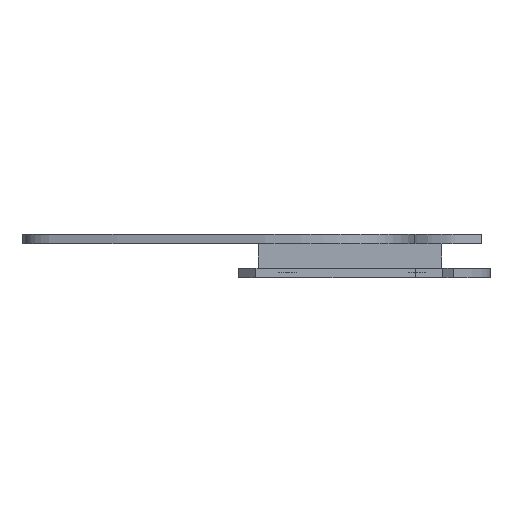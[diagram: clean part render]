
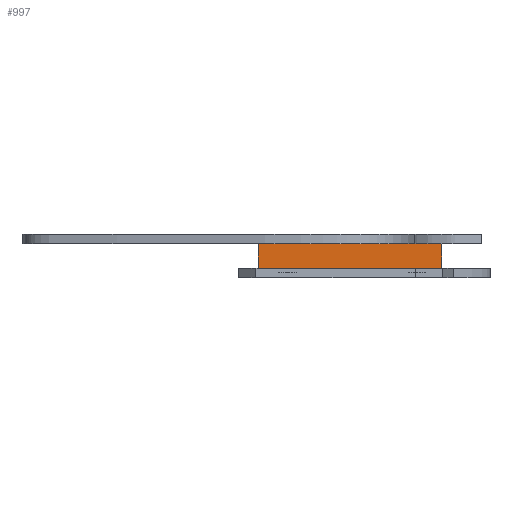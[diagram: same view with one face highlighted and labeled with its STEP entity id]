
A CAD part, left-side view. The second image highlights one B-rep face of the part: STEP entity #997.
In plain terms, the highlighted planar face has unit normal (-1, 0, 0).
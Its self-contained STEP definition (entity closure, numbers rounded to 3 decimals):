
#58=PLANE('',#1087);
#102=FACE_OUTER_BOUND('',#159,.T.);
#159=EDGE_LOOP('',(#866,#867,#868,#869,#870,#871));
#192=LINE('',#1380,#290);
#236=LINE('',#1757,#334);
#237=LINE('',#1759,#335);
#239=LINE('',#1763,#337);
#254=LINE('',#1983,#352);
#258=LINE('',#1989,#356);
#290=VECTOR('',#1126,10.);
#334=VECTOR('',#1252,10.);
#335=VECTOR('',#1255,10.);
#337=VECTOR('',#1259,10.);
#352=VECTOR('',#1290,10.);
#356=VECTOR('',#1296,10.);
#439=VERTEX_POINT('',#1377);
#440=VERTEX_POINT('',#1379);
#495=VERTEX_POINT('',#1753);
#496=VERTEX_POINT('',#1755);
#497=VERTEX_POINT('',#1762);
#509=VERTEX_POINT('',#1982);
#536=EDGE_CURVE('',#439,#440,#192,.T.);
#614=EDGE_CURVE('',#495,#496,#236,.T.);
#615=EDGE_CURVE('',#496,#440,#237,.T.);
#617=EDGE_CURVE('',#495,#497,#239,.T.);
#637=EDGE_CURVE('',#509,#497,#254,.T.);
#641=EDGE_CURVE('',#439,#509,#258,.T.);
#866=ORIENTED_EDGE('',*,*,#617,.F.);
#867=ORIENTED_EDGE('',*,*,#614,.T.);
#868=ORIENTED_EDGE('',*,*,#615,.T.);
#869=ORIENTED_EDGE('',*,*,#536,.F.);
#870=ORIENTED_EDGE('',*,*,#641,.T.);
#871=ORIENTED_EDGE('',*,*,#637,.T.);
#997=ADVANCED_FACE('',(#102),#58,.F.);
#1087=AXIS2_PLACEMENT_3D('',#1991,#1298,#1299);
#1126=DIRECTION('',(0.,1.,0.));
#1252=DIRECTION('',(0.,1.,0.));
#1255=DIRECTION('',(0.,0.,-1.));
#1259=DIRECTION('',(0.,-1.,0.));
#1290=DIRECTION('',(0.,0.,1.));
#1296=DIRECTION('',(0.,-1.,0.));
#1298=DIRECTION('center_axis',(1.,0.,0.));
#1299=DIRECTION('ref_axis',(0.,1.,0.));
#1377=CARTESIAN_POINT('',(-66.5,2.493,8.5));
#1379=CARTESIAN_POINT('',(-66.5,9.,8.5));
#1380=CARTESIAN_POINT('',(-66.5,0.243,8.5));
#1753=CARTESIAN_POINT('',(-66.5,7.972,11.));
#1755=CARTESIAN_POINT('',(-66.5,9.,11.));
#1757=CARTESIAN_POINT('',(-66.5,2.5,11.));
#1759=CARTESIAN_POINT('',(-66.5,9.,9.375));
#1762=CARTESIAN_POINT('',(-66.5,-10.,11.));
#1763=CARTESIAN_POINT('',(-66.5,6.087,11.));
#1982=CARTESIAN_POINT('',(-66.5,-10.,8.5));
#1983=CARTESIAN_POINT('',(-66.5,-10.,8.5));
#1989=CARTESIAN_POINT('',(-66.5,2.5,8.5));
#1991=CARTESIAN_POINT('Origin',(-66.5,-3.75,10.25));
